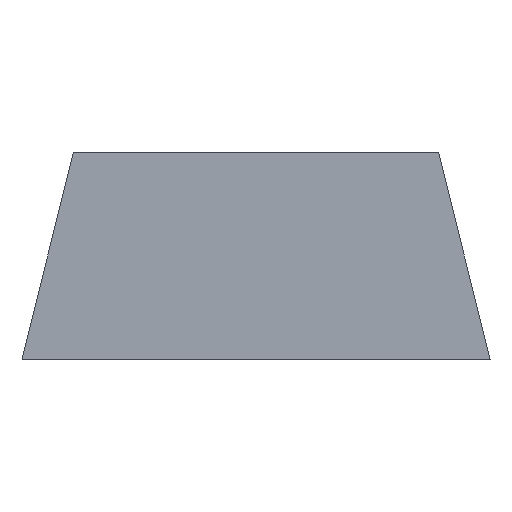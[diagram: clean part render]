
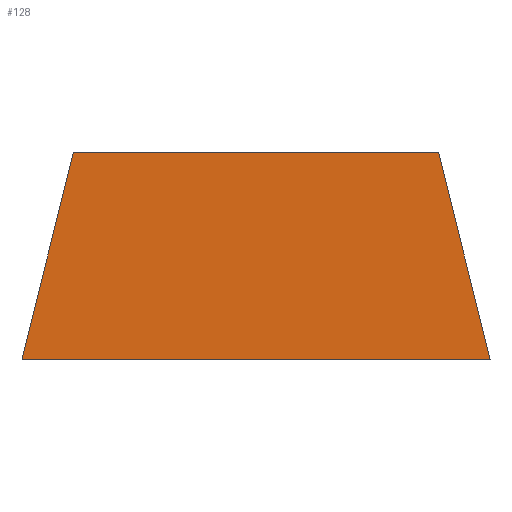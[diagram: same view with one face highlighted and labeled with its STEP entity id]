
A CAD part, left-side view. The second image highlights one B-rep face of the part: STEP entity #128.
In plain terms, the highlighted planar face has unit normal (-1, 0, 0).
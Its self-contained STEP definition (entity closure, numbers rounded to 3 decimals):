
#21=PLANE('',#152);
#28=FACE_OUTER_BOUND('',#35,.T.);
#35=EDGE_LOOP('',(#100,#101,#102,#103));
#44=LINE('',#207,#57);
#45=LINE('',#209,#58);
#46=LINE('',#211,#59);
#47=LINE('',#212,#60);
#57=VECTOR('',#172,10.);
#58=VECTOR('',#173,10.);
#59=VECTOR('',#174,10.);
#60=VECTOR('',#175,10.);
#73=VERTEX_POINT('',#205);
#74=VERTEX_POINT('',#206);
#75=VERTEX_POINT('',#208);
#76=VERTEX_POINT('',#210);
#84=EDGE_CURVE('',#73,#74,#44,.T.);
#85=EDGE_CURVE('',#74,#75,#45,.T.);
#86=EDGE_CURVE('',#75,#76,#46,.T.);
#87=EDGE_CURVE('',#76,#73,#47,.T.);
#100=ORIENTED_EDGE('',*,*,#84,.T.);
#101=ORIENTED_EDGE('',*,*,#85,.T.);
#102=ORIENTED_EDGE('',*,*,#86,.T.);
#103=ORIENTED_EDGE('',*,*,#87,.T.);
#128=ADVANCED_FACE('',(#28),#21,.T.);
#152=AXIS2_PLACEMENT_3D('',#204,#170,#171);
#170=DIRECTION('center_axis',(-1.,0.,0.));
#171=DIRECTION('ref_axis',(0.,0.,1.));
#172=DIRECTION('',(0.,-1.,0.));
#173=DIRECTION('',(0.,0.242,0.97));
#174=DIRECTION('',(0.,1.,0.));
#175=DIRECTION('',(0.,0.242,-0.97));
#204=CARTESIAN_POINT('Origin',(-22.,0.,4.011));
#205=CARTESIAN_POINT('',(-22.,9.1,0.));
#206=CARTESIAN_POINT('',(-22.,-9.1,0.));
#207=CARTESIAN_POINT('',(-22.,0.,0.));
#208=CARTESIAN_POINT('',(-22.,-7.1,8.022));
#209=CARTESIAN_POINT('',(-22.,-9.1,0.));
#210=CARTESIAN_POINT('',(-22.,7.1,8.022));
#211=CARTESIAN_POINT('',(-22.,0.,8.022));
#212=CARTESIAN_POINT('',(-22.,9.1,0.));
